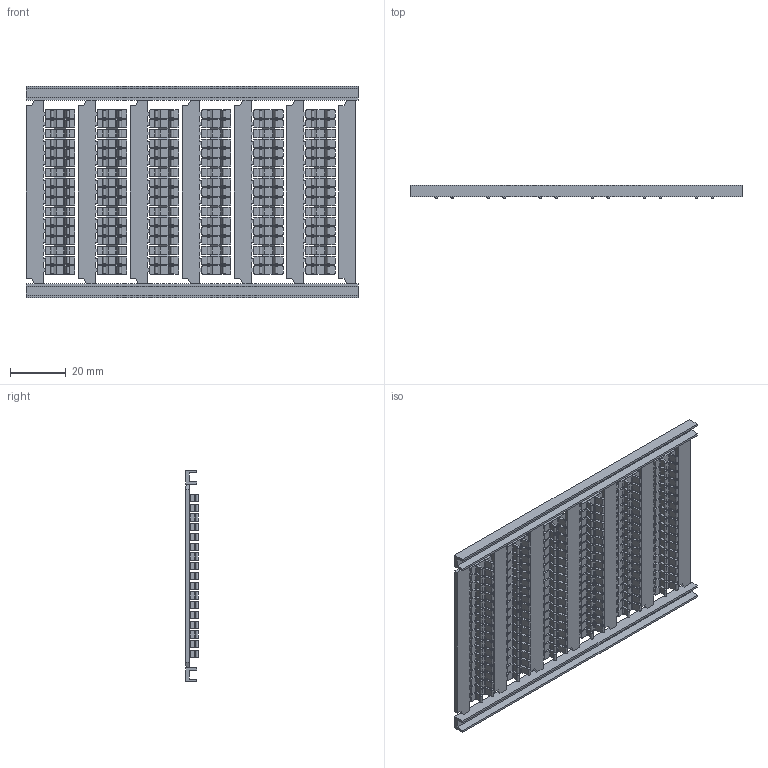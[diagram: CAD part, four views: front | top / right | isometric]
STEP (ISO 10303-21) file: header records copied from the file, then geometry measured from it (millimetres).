
FILE_DESCRIPTION((''),'2;1');
FILE_NAME('8YB867181','2022-08-22T',('Administrator'),(''),'PRO/ENGINEER BY PARAMETRIC TECHNOLOGY CORPORATION, 2013230','PRO/ENGINEER BY PARAMETRIC TECHNOLOGY CORPORATION, 2013230','');
FILE_SCHEMA(('CONFIG_CONTROL_DESIGN'));
Products named in the file (1): 8YB867181
Bounding box: 119.2 x 4.6 x 76 mm (x, y, z)
Volume: 12175.8 mm3; surface area: 26670.7 mm2
Topology: 1 solids, 1 shells, 4020 faces, 10734 edges, 6832 vertices
Faces by surface type: plane 2796, cylinder 1224
Entity records: 124096 total; most frequent: CARTESIAN_POINT 21586, ORIENTED_EDGE 21468, DIRECTION 21222, EDGE_CURVE 10734, VECTOR 8286, LINE 8286, VERTEX_POINT 6832, AXIS2_PLACEMENT_3D 6468
